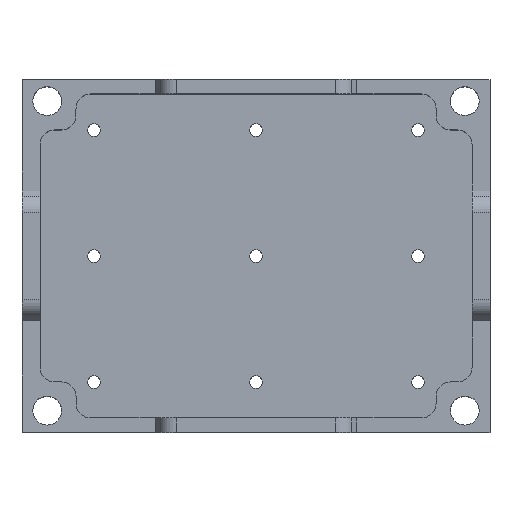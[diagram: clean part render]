
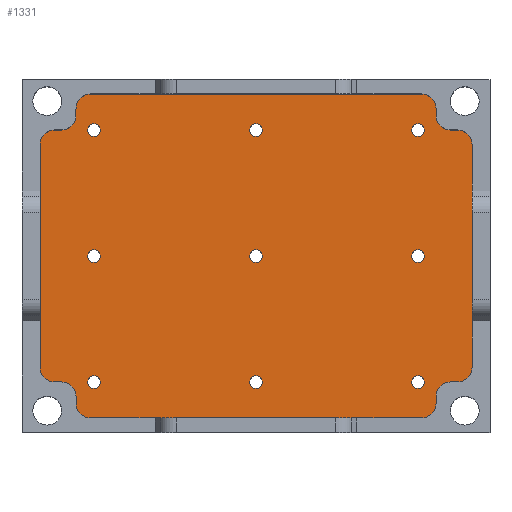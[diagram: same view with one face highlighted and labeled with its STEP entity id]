
A CAD part, top view. The second image highlights one B-rep face of the part: STEP entity #1331.
In plain terms, the highlighted planar face has unit normal (0, 0, 1).
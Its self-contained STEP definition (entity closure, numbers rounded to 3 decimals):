
#15=FACE_BOUND('',#167,.T.);
#16=FACE_BOUND('',#168,.T.);
#17=FACE_BOUND('',#169,.T.);
#18=FACE_BOUND('',#170,.T.);
#19=FACE_BOUND('',#171,.T.);
#20=FACE_BOUND('',#172,.T.);
#21=FACE_BOUND('',#173,.T.);
#22=FACE_BOUND('',#174,.T.);
#23=FACE_BOUND('',#175,.T.);
#47=PLANE('',#1452);
#99=FACE_OUTER_BOUND('',#166,.T.);
#166=EDGE_LOOP('',(#992,#993,#994,#995,#996,#997,#998,#999,#1000,#1001,
#1002,#1003,#1004,#1005,#1006,#1007,#1008,#1009,#1010,#1011,#1012,#1013,
#1014,#1015));
#167=EDGE_LOOP('',(#1016));
#168=EDGE_LOOP('',(#1017));
#169=EDGE_LOOP('',(#1018));
#170=EDGE_LOOP('',(#1019));
#171=EDGE_LOOP('',(#1020));
#172=EDGE_LOOP('',(#1021));
#173=EDGE_LOOP('',(#1022));
#174=EDGE_LOOP('',(#1023));
#175=EDGE_LOOP('',(#1024));
#250=LINE('',#2004,#379);
#254=LINE('',#2016,#383);
#258=LINE('',#2028,#387);
#266=LINE('',#2052,#395);
#270=LINE('',#2064,#399);
#274=LINE('',#2076,#403);
#280=LINE('',#2095,#409);
#281=LINE('',#2099,#410);
#282=LINE('',#2103,#411);
#283=LINE('',#2106,#412);
#284=LINE('',#2110,#413);
#285=LINE('',#2113,#414);
#379=VECTOR('',#1618,10.);
#383=VECTOR('',#1630,10.);
#387=VECTOR('',#1642,10.);
#395=VECTOR('',#1662,10.);
#399=VECTOR('',#1674,10.);
#403=VECTOR('',#1686,10.);
#409=VECTOR('',#1700,10.);
#410=VECTOR('',#1703,10.);
#411=VECTOR('',#1706,10.);
#412=VECTOR('',#1709,10.);
#413=VECTOR('',#1712,10.);
#414=VECTOR('',#1715,10.);
#493=CIRCLE('',#1389,1.75);
#495=CIRCLE('',#1392,1.75);
#497=CIRCLE('',#1395,1.75);
#499=CIRCLE('',#1398,1.75);
#501=CIRCLE('',#1401,1.75);
#503=CIRCLE('',#1404,1.75);
#505=CIRCLE('',#1407,1.75);
#507=CIRCLE('',#1410,1.75);
#509=CIRCLE('',#1413,1.75);
#518=CIRCLE('',#1426,4.);
#520=CIRCLE('',#1430,4.);
#522=CIRCLE('',#1434,4.);
#526=CIRCLE('',#1440,4.);
#528=CIRCLE('',#1444,4.);
#530=CIRCLE('',#1448,4.);
#533=CIRCLE('',#1453,4.);
#534=CIRCLE('',#1454,4.);
#535=CIRCLE('',#1455,4.);
#536=CIRCLE('',#1456,4.);
#537=CIRCLE('',#1457,4.);
#538=CIRCLE('',#1458,4.);
#559=VERTEX_POINT('',#1920);
#561=VERTEX_POINT('',#1926);
#563=VERTEX_POINT('',#1932);
#565=VERTEX_POINT('',#1938);
#567=VERTEX_POINT('',#1944);
#569=VERTEX_POINT('',#1950);
#571=VERTEX_POINT('',#1956);
#573=VERTEX_POINT('',#1962);
#575=VERTEX_POINT('',#1968);
#585=VERTEX_POINT('',#1995);
#586=VERTEX_POINT('',#1997);
#588=VERTEX_POINT('',#2003);
#590=VERTEX_POINT('',#2009);
#592=VERTEX_POINT('',#2015);
#594=VERTEX_POINT('',#2021);
#596=VERTEX_POINT('',#2027);
#604=VERTEX_POINT('',#2045);
#606=VERTEX_POINT('',#2051);
#608=VERTEX_POINT('',#2057);
#610=VERTEX_POINT('',#2063);
#612=VERTEX_POINT('',#2069);
#614=VERTEX_POINT('',#2075);
#621=VERTEX_POINT('',#2091);
#622=VERTEX_POINT('',#2092);
#623=VERTEX_POINT('',#2094);
#624=VERTEX_POINT('',#2096);
#625=VERTEX_POINT('',#2098);
#626=VERTEX_POINT('',#2100);
#627=VERTEX_POINT('',#2102);
#628=VERTEX_POINT('',#2105);
#629=VERTEX_POINT('',#2107);
#630=VERTEX_POINT('',#2109);
#631=VERTEX_POINT('',#2111);
#689=EDGE_CURVE('',#559,#559,#493,.T.);
#692=EDGE_CURVE('',#561,#561,#495,.T.);
#695=EDGE_CURVE('',#563,#563,#497,.T.);
#698=EDGE_CURVE('',#565,#565,#499,.T.);
#701=EDGE_CURVE('',#567,#567,#501,.T.);
#704=EDGE_CURVE('',#569,#569,#503,.T.);
#707=EDGE_CURVE('',#571,#571,#505,.T.);
#710=EDGE_CURVE('',#573,#573,#507,.T.);
#713=EDGE_CURVE('',#575,#575,#509,.T.);
#727=EDGE_CURVE('',#585,#586,#518,.T.);
#730=EDGE_CURVE('',#586,#588,#250,.T.);
#733=EDGE_CURVE('',#588,#590,#520,.T.);
#736=EDGE_CURVE('',#590,#592,#254,.T.);
#739=EDGE_CURVE('',#592,#594,#522,.T.);
#742=EDGE_CURVE('',#594,#596,#258,.T.);
#751=EDGE_CURVE('',#596,#604,#526,.T.);
#754=EDGE_CURVE('',#604,#606,#266,.T.);
#757=EDGE_CURVE('',#606,#608,#528,.T.);
#760=EDGE_CURVE('',#608,#610,#270,.T.);
#763=EDGE_CURVE('',#610,#612,#530,.T.);
#766=EDGE_CURVE('',#612,#614,#274,.T.);
#774=EDGE_CURVE('',#621,#622,#533,.T.);
#775=EDGE_CURVE('',#623,#621,#280,.T.);
#776=EDGE_CURVE('',#624,#623,#534,.T.);
#777=EDGE_CURVE('',#625,#624,#281,.T.);
#778=EDGE_CURVE('',#626,#625,#535,.T.);
#779=EDGE_CURVE('',#627,#626,#282,.T.);
#780=EDGE_CURVE('',#614,#627,#536,.T.);
#781=EDGE_CURVE('',#628,#585,#283,.T.);
#782=EDGE_CURVE('',#629,#628,#537,.T.);
#783=EDGE_CURVE('',#630,#629,#284,.T.);
#784=EDGE_CURVE('',#631,#630,#538,.T.);
#785=EDGE_CURVE('',#622,#631,#285,.T.);
#992=ORIENTED_EDGE('',*,*,#774,.F.);
#993=ORIENTED_EDGE('',*,*,#775,.F.);
#994=ORIENTED_EDGE('',*,*,#776,.F.);
#995=ORIENTED_EDGE('',*,*,#777,.F.);
#996=ORIENTED_EDGE('',*,*,#778,.F.);
#997=ORIENTED_EDGE('',*,*,#779,.F.);
#998=ORIENTED_EDGE('',*,*,#780,.F.);
#999=ORIENTED_EDGE('',*,*,#766,.F.);
#1000=ORIENTED_EDGE('',*,*,#763,.F.);
#1001=ORIENTED_EDGE('',*,*,#760,.F.);
#1002=ORIENTED_EDGE('',*,*,#757,.F.);
#1003=ORIENTED_EDGE('',*,*,#754,.F.);
#1004=ORIENTED_EDGE('',*,*,#751,.F.);
#1005=ORIENTED_EDGE('',*,*,#742,.F.);
#1006=ORIENTED_EDGE('',*,*,#739,.F.);
#1007=ORIENTED_EDGE('',*,*,#736,.F.);
#1008=ORIENTED_EDGE('',*,*,#733,.F.);
#1009=ORIENTED_EDGE('',*,*,#730,.F.);
#1010=ORIENTED_EDGE('',*,*,#727,.F.);
#1011=ORIENTED_EDGE('',*,*,#781,.F.);
#1012=ORIENTED_EDGE('',*,*,#782,.F.);
#1013=ORIENTED_EDGE('',*,*,#783,.F.);
#1014=ORIENTED_EDGE('',*,*,#784,.F.);
#1015=ORIENTED_EDGE('',*,*,#785,.F.);
#1016=ORIENTED_EDGE('',*,*,#689,.T.);
#1017=ORIENTED_EDGE('',*,*,#692,.T.);
#1018=ORIENTED_EDGE('',*,*,#695,.T.);
#1019=ORIENTED_EDGE('',*,*,#698,.T.);
#1020=ORIENTED_EDGE('',*,*,#701,.T.);
#1021=ORIENTED_EDGE('',*,*,#704,.T.);
#1022=ORIENTED_EDGE('',*,*,#707,.T.);
#1023=ORIENTED_EDGE('',*,*,#710,.T.);
#1024=ORIENTED_EDGE('',*,*,#713,.T.);
#1331=ADVANCED_FACE('',(#99,#15,#16,#17,#18,#19,#20,#21,#22,#23),#47,.T.);
#1389=AXIS2_PLACEMENT_3D('',#1921,#1525,#1526);
#1392=AXIS2_PLACEMENT_3D('',#1927,#1532,#1533);
#1395=AXIS2_PLACEMENT_3D('',#1933,#1539,#1540);
#1398=AXIS2_PLACEMENT_3D('',#1939,#1546,#1547);
#1401=AXIS2_PLACEMENT_3D('',#1945,#1553,#1554);
#1404=AXIS2_PLACEMENT_3D('',#1951,#1560,#1561);
#1407=AXIS2_PLACEMENT_3D('',#1957,#1567,#1568);
#1410=AXIS2_PLACEMENT_3D('',#1963,#1574,#1575);
#1413=AXIS2_PLACEMENT_3D('',#1969,#1581,#1582);
#1426=AXIS2_PLACEMENT_3D('',#1998,#1612,#1613);
#1430=AXIS2_PLACEMENT_3D('',#2010,#1624,#1625);
#1434=AXIS2_PLACEMENT_3D('',#2022,#1636,#1637);
#1440=AXIS2_PLACEMENT_3D('',#2046,#1656,#1657);
#1444=AXIS2_PLACEMENT_3D('',#2058,#1668,#1669);
#1448=AXIS2_PLACEMENT_3D('',#2070,#1680,#1681);
#1452=AXIS2_PLACEMENT_3D('',#2090,#1696,#1697);
#1453=AXIS2_PLACEMENT_3D('',#2093,#1698,#1699);
#1454=AXIS2_PLACEMENT_3D('',#2097,#1701,#1702);
#1455=AXIS2_PLACEMENT_3D('',#2101,#1704,#1705);
#1456=AXIS2_PLACEMENT_3D('',#2104,#1707,#1708);
#1457=AXIS2_PLACEMENT_3D('',#2108,#1710,#1711);
#1458=AXIS2_PLACEMENT_3D('',#2112,#1713,#1714);
#1525=DIRECTION('center_axis',(0.,0.,-1.));
#1526=DIRECTION('ref_axis',(-1.,0.,0.));
#1532=DIRECTION('center_axis',(0.,0.,-1.));
#1533=DIRECTION('ref_axis',(-1.,0.,0.));
#1539=DIRECTION('center_axis',(0.,0.,-1.));
#1540=DIRECTION('ref_axis',(-1.,0.,0.));
#1546=DIRECTION('center_axis',(0.,0.,-1.));
#1547=DIRECTION('ref_axis',(-1.,0.,0.));
#1553=DIRECTION('center_axis',(0.,0.,-1.));
#1554=DIRECTION('ref_axis',(-1.,0.,0.));
#1560=DIRECTION('center_axis',(0.,0.,-1.));
#1561=DIRECTION('ref_axis',(-1.,0.,0.));
#1567=DIRECTION('center_axis',(0.,0.,-1.));
#1568=DIRECTION('ref_axis',(-1.,0.,0.));
#1574=DIRECTION('center_axis',(0.,0.,-1.));
#1575=DIRECTION('ref_axis',(-1.,0.,0.));
#1581=DIRECTION('center_axis',(0.,0.,-1.));
#1582=DIRECTION('ref_axis',(-1.,0.,0.));
#1612=DIRECTION('center_axis',(0.,0.,-1.));
#1613=DIRECTION('ref_axis',(1.,0.,0.));
#1618=DIRECTION('',(0.,-1.,0.));
#1624=DIRECTION('center_axis',(0.,0.,1.));
#1625=DIRECTION('ref_axis',(-1.,0.,0.));
#1630=DIRECTION('',(1.,0.,0.));
#1636=DIRECTION('center_axis',(0.,0.,-1.));
#1637=DIRECTION('ref_axis',(1.,0.,0.));
#1642=DIRECTION('',(0.,-1.,0.));
#1656=DIRECTION('center_axis',(0.,0.,-1.));
#1657=DIRECTION('ref_axis',(0.,-1.,0.));
#1662=DIRECTION('',(-1.,0.,0.));
#1668=DIRECTION('center_axis',(0.,0.,1.));
#1669=DIRECTION('ref_axis',(0.,1.,0.));
#1674=DIRECTION('',(0.,-1.,0.));
#1680=DIRECTION('center_axis',(0.,0.,-1.));
#1681=DIRECTION('ref_axis',(0.,-1.,0.));
#1686=DIRECTION('',(-1.,0.,0.));
#1696=DIRECTION('center_axis',(0.,0.,1.));
#1697=DIRECTION('ref_axis',(-1.,0.,0.));
#1698=DIRECTION('center_axis',(0.,0.,-1.));
#1699=DIRECTION('ref_axis',(0.,1.,0.));
#1700=DIRECTION('',(0.,1.,0.));
#1701=DIRECTION('center_axis',(0.,0.,-1.));
#1702=DIRECTION('ref_axis',(-1.,0.,0.));
#1703=DIRECTION('',(-1.,0.,0.));
#1704=DIRECTION('center_axis',(0.,0.,1.));
#1705=DIRECTION('ref_axis',(1.,0.,0.));
#1706=DIRECTION('',(0.,1.,0.));
#1707=DIRECTION('center_axis',(0.,0.,-1.));
#1708=DIRECTION('ref_axis',(-1.,0.,0.));
#1709=DIRECTION('',(1.,0.,0.));
#1710=DIRECTION('center_axis',(0.,0.,-1.));
#1711=DIRECTION('ref_axis',(0.,1.,0.));
#1712=DIRECTION('',(0.,1.,0.));
#1713=DIRECTION('center_axis',(0.,0.,1.));
#1714=DIRECTION('ref_axis',(0.,-1.,0.));
#1715=DIRECTION('',(1.,0.,0.));
#1920=CARTESIAN_POINT('',(46.75,35.,5.));
#1921=CARTESIAN_POINT('Origin',(45.,35.,5.));
#1926=CARTESIAN_POINT('',(-43.25,-35.,5.));
#1927=CARTESIAN_POINT('Origin',(-45.,-35.,5.));
#1932=CARTESIAN_POINT('',(-43.25,0.,5.));
#1933=CARTESIAN_POINT('Origin',(-45.,0.,5.));
#1938=CARTESIAN_POINT('',(46.75,0.,5.));
#1939=CARTESIAN_POINT('Origin',(45.,0.,5.));
#1944=CARTESIAN_POINT('',(1.75,35.,5.));
#1945=CARTESIAN_POINT('Origin',(0.,35.,5.));
#1950=CARTESIAN_POINT('',(1.75,-35.,5.));
#1951=CARTESIAN_POINT('Origin',(0.,-35.,5.));
#1956=CARTESIAN_POINT('',(-43.25,35.,5.));
#1957=CARTESIAN_POINT('Origin',(-45.,35.,5.));
#1962=CARTESIAN_POINT('',(46.75,-35.,5.));
#1963=CARTESIAN_POINT('Origin',(45.,-35.,5.));
#1968=CARTESIAN_POINT('',(1.75,0.,5.));
#1969=CARTESIAN_POINT('Origin',(0.,0.,5.));
#1995=CARTESIAN_POINT('',(46.,45.,5.));
#1997=CARTESIAN_POINT('',(50.,41.,5.));
#1998=CARTESIAN_POINT('Origin',(46.,41.,5.));
#2003=CARTESIAN_POINT('',(50.,39.,5.));
#2004=CARTESIAN_POINT('',(50.,41.,5.));
#2009=CARTESIAN_POINT('',(54.,35.,5.));
#2010=CARTESIAN_POINT('Origin',(54.,39.,5.));
#2015=CARTESIAN_POINT('',(56.,35.,5.));
#2016=CARTESIAN_POINT('',(54.,35.,5.));
#2021=CARTESIAN_POINT('',(60.,31.,5.));
#2022=CARTESIAN_POINT('Origin',(56.,31.,5.));
#2027=CARTESIAN_POINT('',(60.,-31.,5.));
#2028=CARTESIAN_POINT('',(60.,31.,5.));
#2045=CARTESIAN_POINT('',(56.,-35.,5.));
#2046=CARTESIAN_POINT('Origin',(56.,-31.,5.));
#2051=CARTESIAN_POINT('',(54.,-35.,5.));
#2052=CARTESIAN_POINT('',(56.,-35.,5.));
#2057=CARTESIAN_POINT('',(50.,-39.,5.));
#2058=CARTESIAN_POINT('Origin',(54.,-39.,5.));
#2063=CARTESIAN_POINT('',(50.,-41.,5.));
#2064=CARTESIAN_POINT('',(50.,-39.,5.));
#2069=CARTESIAN_POINT('',(46.,-45.,5.));
#2070=CARTESIAN_POINT('Origin',(46.,-41.,5.));
#2075=CARTESIAN_POINT('',(-46.,-45.,5.));
#2076=CARTESIAN_POINT('',(46.,-45.,5.));
#2090=CARTESIAN_POINT('Origin',(0.,0.,5.));
#2091=CARTESIAN_POINT('',(-60.,31.,5.));
#2092=CARTESIAN_POINT('',(-56.,35.,5.));
#2093=CARTESIAN_POINT('Origin',(-56.,31.,5.));
#2094=CARTESIAN_POINT('',(-60.,-31.,5.));
#2095=CARTESIAN_POINT('',(-60.,-31.,5.));
#2096=CARTESIAN_POINT('',(-56.,-35.,5.));
#2097=CARTESIAN_POINT('Origin',(-56.,-31.,5.));
#2098=CARTESIAN_POINT('',(-54.,-35.,5.));
#2099=CARTESIAN_POINT('',(-54.,-35.,5.));
#2100=CARTESIAN_POINT('',(-50.,-39.,5.));
#2101=CARTESIAN_POINT('Origin',(-54.,-39.,5.));
#2102=CARTESIAN_POINT('',(-50.,-41.,5.));
#2103=CARTESIAN_POINT('',(-50.,-41.,5.));
#2104=CARTESIAN_POINT('Origin',(-46.,-41.,5.));
#2105=CARTESIAN_POINT('',(-46.,45.,5.));
#2106=CARTESIAN_POINT('',(-46.,45.,5.));
#2107=CARTESIAN_POINT('',(-50.,41.,5.));
#2108=CARTESIAN_POINT('Origin',(-46.,41.,5.));
#2109=CARTESIAN_POINT('',(-50.,39.,5.));
#2110=CARTESIAN_POINT('',(-50.,39.,5.));
#2111=CARTESIAN_POINT('',(-54.,35.,5.));
#2112=CARTESIAN_POINT('Origin',(-54.,39.,5.));
#2113=CARTESIAN_POINT('',(-56.,35.,5.));
